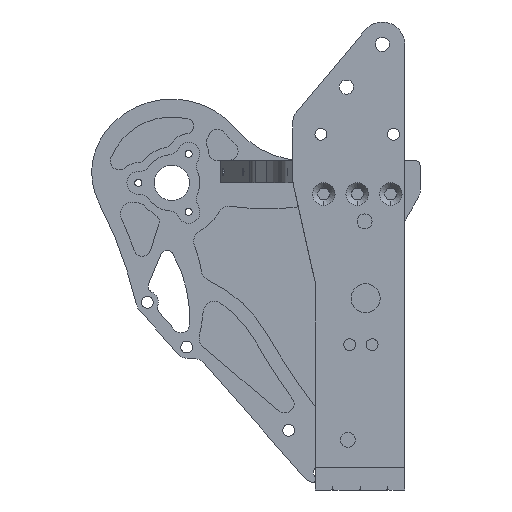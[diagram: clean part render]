
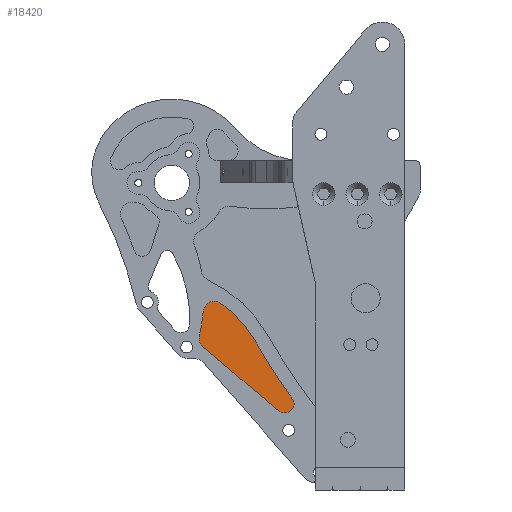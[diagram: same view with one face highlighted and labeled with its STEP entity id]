
A CAD part, left-side view. The second image highlights one B-rep face of the part: STEP entity #18420.
In plain terms, the highlighted planar face has unit normal (-1, 0, 0).
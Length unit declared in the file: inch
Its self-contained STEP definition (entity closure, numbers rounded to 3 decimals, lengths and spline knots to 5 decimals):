
#1214 = CIRCLE ( 'NONE', #23695, 3.49019 ) ;
#1416 = CARTESIAN_POINT ( 'NONE',  ( -1.4661, 1.41885, 0.60528 ) ) ;
#2434 = CARTESIAN_POINT ( 'NONE',  ( -1.4661, 2.0562, 2.18821 ) ) ;
#2625 = VERTEX_POINT ( 'NONE', #24794 ) ;
#2942 = AXIS2_PLACEMENT_3D ( 'NONE', #13112, #27374, #15655 ) ;
#3118 = AXIS2_PLACEMENT_3D ( 'NONE', #31086, #36580, #30708 ) ;
#3460 = DIRECTION ( 'NONE',  ( 1., 0., 0. ) ) ;
#3519 = CARTESIAN_POINT ( 'NONE',  ( -1.4661, 1.58181, 0.66569 ) ) ;
#4335 = EDGE_CURVE ( 'NONE', #37195, #15776, #18831, .T. ) ;
#4924 = DIRECTION ( 'NONE',  ( 0., 0., -1. ) ) ;
#5428 = CIRCLE ( 'NONE', #2942, 0.25 ) ;
#5806 = DIRECTION ( 'NONE',  ( 0., 0., -1. ) ) ;
#7590 = AXIS2_PLACEMENT_3D ( 'NONE', #37620, #16519, #28609 ) ;
#7709 = VERTEX_POINT ( 'NONE', #11913 ) ;
#9106 = CARTESIAN_POINT ( 'NONE',  ( -1.4661, 2.98466, 2.85201 ) ) ;
#9253 = PLANE ( 'NONE',  #34723 ) ;
#9300 = AXIS2_PLACEMENT_3D ( 'NONE', #17899, #3460, #5806 ) ;
#9954 = DIRECTION ( 'NONE',  ( 0., 0., -1. ) ) ;
#10580 = LINE ( 'NONE', #27966, #20089 ) ;
#10676 = CIRCLE ( 'NONE', #16285, 0.25 ) ;
#11913 = CARTESIAN_POINT ( 'NONE',  ( -1.4661, 2.83994, 3.05587 ) ) ;
#12371 = DIRECTION ( 'NONE',  ( 0., 0., -1. ) ) ;
#12988 = VERTEX_POINT ( 'NONE', #38284 ) ;
#13112 = CARTESIAN_POINT ( 'NONE',  ( -1.4661, 1.41885, 0.85528 ) ) ;
#13599 = CARTESIAN_POINT ( 'NONE',  ( -1.4661, 2.98466, 3.10201 ) ) ;
#14040 = EDGE_CURVE ( 'NONE', #31497, #37152, #5428, .T. ) ;
#14093 = CARTESIAN_POINT ( 'NONE',  ( -1.4661, 3.07783, 2.2812 ) ) ;
#14230 = ORIENTED_EDGE ( 'NONE', *, *, #32712, .T. ) ;
#15355 = CARTESIAN_POINT ( 'NONE',  ( -1.4661, -9.98057, 9.01343 ) ) ;
#15655 = DIRECTION ( 'NONE',  ( 0., 0., -1. ) ) ;
#15698 = VERTEX_POINT ( 'NONE', #2434 ) ;
#15760 = ORIENTED_EDGE ( 'NONE', *, *, #14040, .F. ) ;
#15776 = VERTEX_POINT ( 'NONE', #33861 ) ;
#16145 = DIRECTION ( 'NONE',  ( 0., 0., -1. ) ) ;
#16285 = AXIS2_PLACEMENT_3D ( 'NONE', #14093, #16631, #4924 ) ;
#16519 = DIRECTION ( 'NONE',  ( 1., 0., 0. ) ) ;
#16631 = DIRECTION ( 'NONE',  ( 1., 0., 0. ) ) ;
#17899 = CARTESIAN_POINT ( 'NONE',  ( -1.4661, 1.41885, 0.85528 ) ) ;
#18420 = ADVANCED_FACE ( 'NONE', ( #30336 ), #9253, .T. ) ;
#18831 = CIRCLE ( 'NONE', #38143, 0.19 ) ;
#18958 = CARTESIAN_POINT ( 'NONE',  ( -1.4661, 6.71154, 3.16731 ) ) ;
#19098 = EDGE_CURVE ( 'NONE', #2625, #21510, #21064, .T. ) ;
#19423 = VERTEX_POINT ( 'NONE', #28966 ) ;
#19479 = CARTESIAN_POINT ( 'NONE',  ( -1.4661, 4.39902, 0.85976 ) ) ;
#19805 = ORIENTED_EDGE ( 'NONE', *, *, #23545, .T. ) ;
#20089 = VECTOR ( 'NONE', #36960, 39.37008 ) ;
#20231 = EDGE_CURVE ( 'NONE', #32129, #31497, #35495, .T. ) ;
#20275 = EDGE_CURVE ( 'NONE', #15776, #15698, #26748, .T. ) ;
#20832 = DIRECTION ( 'NONE',  ( 1., 0., 0. ) ) ;
#21064 = CIRCLE ( 'NONE', #29151, 0.25 ) ;
#21510 = VERTEX_POINT ( 'NONE', #13599 ) ;
#21738 = DIRECTION ( 'NONE',  ( -1., 0., 0. ) ) ;
#21957 = EDGE_CURVE ( 'NONE', #21510, #7709, #33659, .T. ) ;
#23545 = EDGE_CURVE ( 'NONE', #2625, #19423, #1214, .T. ) ;
#23695 = AXIS2_PLACEMENT_3D ( 'NONE', #18958, #37297, #9954 ) ;
#23886 = EDGE_CURVE ( 'NONE', #15698, #7709, #24950, .T. ) ;
#24523 = DIRECTION ( 'NONE',  ( 0., 0., -1. ) ) ;
#24714 = DIRECTION ( 'NONE',  ( -1., 0., 0. ) ) ;
#24794 = CARTESIAN_POINT ( 'NONE',  ( -1.4661, 3.23377, 2.87309 ) ) ;
#24838 = EDGE_CURVE ( 'NONE', #12988, #19423, #10676, .T. ) ;
#24950 = CIRCLE ( 'NONE', #38060, 2.69326 ) ;
#25367 = ORIENTED_EDGE ( 'NONE', *, *, #19098, .F. ) ;
#25639 = CIRCLE ( 'NONE', #7590, 0.4 ) ;
#25905 = ORIENTED_EDGE ( 'NONE', *, *, #24838, .F. ) ;
#26748 = CIRCLE ( 'NONE', #31723, 13.83717 ) ;
#27141 = CARTESIAN_POINT ( 'NONE',  ( -1.4661, 1.3668, 0.61014 ) ) ;
#27374 = DIRECTION ( 'NONE',  ( 1., 0., 0. ) ) ;
#27966 = CARTESIAN_POINT ( 'NONE',  ( -1.4661, 3.35983, 2.19392 ) ) ;
#28609 = DIRECTION ( 'NONE',  ( 0., 0., -1. ) ) ;
#28966 = CARTESIAN_POINT ( 'NONE',  ( -1.4661, 3.32071, 2.34043 ) ) ;
#29151 = AXIS2_PLACEMENT_3D ( 'NONE', #9106, #29598, #32925 ) ;
#29598 = DIRECTION ( 'NONE',  ( 1., 0., 0. ) ) ;
#30336 = FACE_OUTER_BOUND ( 'NONE', #32579, .T. ) ;
#30708 = DIRECTION ( 'NONE',  ( 0., 0., -1. ) ) ;
#31086 = CARTESIAN_POINT ( 'NONE',  ( -1.4661, 2.98466, 2.85201 ) ) ;
#31497 = VERTEX_POINT ( 'NONE', #1416 ) ;
#31723 = AXIS2_PLACEMENT_3D ( 'NONE', #15355, #20832, #32741 ) ;
#32129 = VERTEX_POINT ( 'NONE', #35499 ) ;
#32579 = EDGE_LOOP ( 'NONE', ( #19805, #25905, #36098, #15760, #35992, #14230, #35318, #35801, #36316, #37187, #25367 ) ) ;
#32712 = EDGE_CURVE ( 'NONE', #32129, #37195, #25639, .T. ) ;
#32741 = DIRECTION ( 'NONE',  ( 0., 0., 1. ) ) ;
#32925 = DIRECTION ( 'NONE',  ( 0., 0., -1. ) ) ;
#33521 = CARTESIAN_POINT ( 'NONE',  ( -1.4661, 1.38961, 0.79877 ) ) ;
#33538 = EDGE_CURVE ( 'NONE', #12988, #37152, #10580, .T. ) ;
#33650 = CARTESIAN_POINT ( 'NONE',  ( -1.4661, 14.46394, 0.73476 ) ) ;
#33659 = CIRCLE ( 'NONE', #3118, 0.25 ) ;
#33861 = CARTESIAN_POINT ( 'NONE',  ( -1.4661, 1.23559, 0.91003 ) ) ;
#34723 = AXIS2_PLACEMENT_3D ( 'NONE', #33650, #21738, #12371 ) ;
#35318 = ORIENTED_EDGE ( 'NONE', *, *, #4335, .T. ) ;
#35495 = CIRCLE ( 'NONE', #9300, 0.25 ) ;
#35499 = CARTESIAN_POINT ( 'NONE',  ( -1.4661, 1.38037, 0.60826 ) ) ;
#35801 = ORIENTED_EDGE ( 'NONE', *, *, #20275, .T. ) ;
#35992 = ORIENTED_EDGE ( 'NONE', *, *, #20231, .F. ) ;
#36098 = ORIENTED_EDGE ( 'NONE', *, *, #33538, .T. ) ;
#36316 = ORIENTED_EDGE ( 'NONE', *, *, #23886, .T. ) ;
#36580 = DIRECTION ( 'NONE',  ( 1., 0., 0. ) ) ;
#36675 = DIRECTION ( 'NONE',  ( -1., 0., 0. ) ) ;
#36960 = DIRECTION ( 'NONE',  ( 0., -0.758, -0.652 ) ) ;
#37152 = VERTEX_POINT ( 'NONE', #3519 ) ;
#37187 = ORIENTED_EDGE ( 'NONE', *, *, #21957, .F. ) ;
#37195 = VERTEX_POINT ( 'NONE', #27141 ) ;
#37297 = DIRECTION ( 'NONE',  ( 1., 0., 0. ) ) ;
#37620 = CARTESIAN_POINT ( 'NONE',  ( -1.4661, 1.3188, 0.21303 ) ) ;
#38060 = AXIS2_PLACEMENT_3D ( 'NONE', #19479, #36675, #16145 ) ;
#38143 = AXIS2_PLACEMENT_3D ( 'NONE', #33521, #24714, #24523 ) ;
#38284 = CARTESIAN_POINT ( 'NONE',  ( -1.4661, 3.24079, 2.09161 ) ) ;
